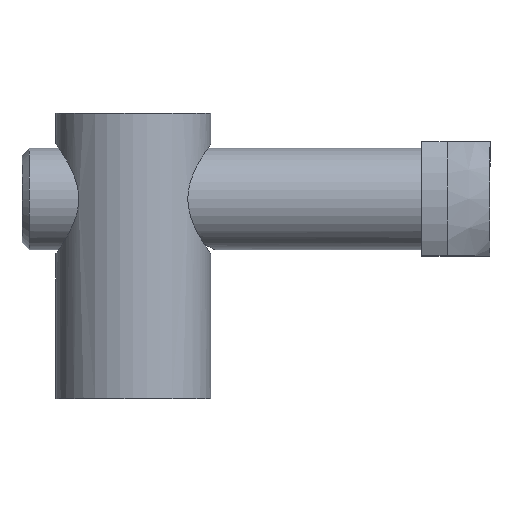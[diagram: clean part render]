
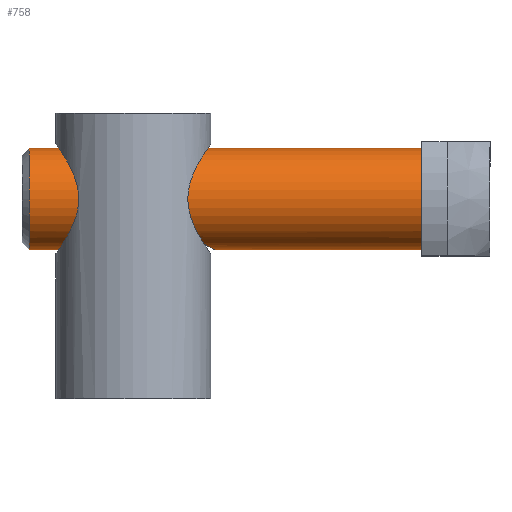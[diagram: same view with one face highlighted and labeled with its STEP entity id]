
A CAD part, top view. The second image highlights one B-rep face of the part: STEP entity #758.
In plain terms, the highlighted cylindrical face has radius 3.55 mm (diameter 7.1 mm), a partial arc.
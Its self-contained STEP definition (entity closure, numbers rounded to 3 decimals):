
#7 = CARTESIAN_POINT ( 'NONE',  ( -20.006, -3.397, 1.047 ) ) ;
#50 = VECTOR ( 'NONE', #1158, 1000. ) ;
#57 = DIRECTION ( 'NONE',  ( -1., 0., 0. ) ) ;
#66 = AXIS2_PLACEMENT_3D ( 'NONE', #438, #1013, #534 ) ;
#82 = ORIENTED_EDGE ( 'NONE', *, *, #1526, .T. ) ;
#117 = CARTESIAN_POINT ( 'NONE',  ( -12.3, -3.55, 0. ) ) ;
#134 = CARTESIAN_POINT ( 'NONE',  ( -17.382, -2.386, 2.63 ) ) ;
#141 = ORIENTED_EDGE ( 'NONE', *, *, #896, .F. ) ;
#149 = CARTESIAN_POINT ( 'NONE',  ( -20.3, -3.55, 0.105 ) ) ;
#165 = VERTEX_POINT ( 'NONE', #341 ) ;
#236 = EDGE_LOOP ( 'NONE', ( #1190, #597, #82, #141, #996, #1125, #1354 ) ) ;
#245 = CARTESIAN_POINT ( 'NONE',  ( -12.3, -3.55, 0. ) ) ;
#257 = CARTESIAN_POINT ( 'NONE',  ( -16.091, -2.275, 2.725 ) ) ;
#260 = DIRECTION ( 'NONE',  ( -1., 0., 0. ) ) ;
#283 = CARTESIAN_POINT ( 'NONE',  ( -20.254, -3.526, 0.43 ) ) ;
#337 = DIRECTION ( 'NONE',  ( -1., 0., 0. ) ) ;
#341 = CARTESIAN_POINT ( 'NONE',  ( -25.3, -3.55, 0. ) ) ;
#360 = EDGE_CURVE ( 'NONE', #652, #622, #1504, .T. ) ;
#392 = CARTESIAN_POINT ( 'NONE',  ( -15.437, -2.344, 2.666 ) ) ;
#413 = CARTESIAN_POINT ( 'NONE',  ( -20.225, -3.511, 0.538 ) ) ;
#418 = EDGE_CURVE ( 'NONE', #778, #909, #454, .T. ) ;
#438 = CARTESIAN_POINT ( 'NONE',  ( -25.3, 0., 0. ) ) ;
#447 = EDGE_CURVE ( 'NONE', #622, #1157, #1704, .T. ) ;
#454 = CIRCLE ( 'NONE', #1774, 3.55 ) ;
#523 = CARTESIAN_POINT ( 'NONE',  ( -12.346, -3.526, 0.43 ) ) ;
#529 = CARTESIAN_POINT ( 'NONE',  ( -13.408, -3.003, 1.901 ) ) ;
#534 = DIRECTION ( 'NONE',  ( 0., -1., 0. ) ) ;
#541 = CARTESIAN_POINT ( 'NONE',  ( -18.604, -2.758, 2.239 ) ) ;
#546 = CARTESIAN_POINT ( 'NONE',  ( -17.81, -2.49, 2.532 ) ) ;
#551 = CARTESIAN_POINT ( 'NONE',  ( -19.752, -3.268, 1.4 ) ) ;
#561 = CARTESIAN_POINT ( 'NONE',  ( -16.509, -2.275, 2.725 ) ) ;
#597 = ORIENTED_EDGE ( 'NONE', *, *, #1485, .T. ) ;
#616 = CARTESIAN_POINT ( 'NONE',  ( -20.3, -3.55, 0. ) ) ;
#622 = VERTEX_POINT ( 'NONE', #1211 ) ;
#652 = VERTEX_POINT ( 'NONE', #616 ) ;
#658 = CARTESIAN_POINT ( 'NONE',  ( -14.582, -2.552, 2.47 ) ) ;
#664 = CARTESIAN_POINT ( 'NONE',  ( -12.594, -3.397, 1.047 ) ) ;
#670 = CARTESIAN_POINT ( 'NONE',  ( -15.218, -2.386, 2.63 ) ) ;
#678 = CARTESIAN_POINT ( 'NONE',  ( -12.309, -3.545, 0.214 ) ) ;
#682 = CARTESIAN_POINT ( 'NONE',  ( -14.184, -2.686, 2.323 ) ) ;
#693 = FACE_OUTER_BOUND ( 'NONE', #236, .T. ) ;
#701 = CARTESIAN_POINT ( 'NONE',  ( -18.018, -2.552, 2.47 ) ) ;
#705 = CARTESIAN_POINT ( 'NONE',  ( -18.981, -2.91, 2.037 ) ) ;
#751 = AXIS2_PLACEMENT_3D ( 'NONE', #1620, #57, #769 ) ;
#753 = LINE ( 'NONE', #1088, #1639 ) ;
#758 = ADVANCED_FACE ( 'NONE', ( #693 ), #1425, .T. ) ;
#769 = DIRECTION ( 'NONE',  ( 0., -1., 0. ) ) ;
#778 = VERTEX_POINT ( 'NONE', #1057 ) ;
#779 = LINE ( 'NONE', #852, #50 ) ;
#800 = CARTESIAN_POINT ( 'NONE',  ( -12.848, -3.268, 1.4 ) ) ;
#822 = DIRECTION ( 'NONE',  ( 0., -1., 0. ) ) ;
#852 = CARTESIAN_POINT ( 'NONE',  ( -11.8, 3.55, 0. ) ) ;
#896 = EDGE_CURVE ( 'NONE', #652, #165, #1809, .T. ) ;
#909 = VERTEX_POINT ( 'NONE', #1298 ) ;
#942 = CARTESIAN_POINT ( 'NONE',  ( -13.996, -2.758, 2.239 ) ) ;
#952 = DIRECTION ( 'NONE',  ( -1., 0., 0. ) ) ;
#996 = ORIENTED_EDGE ( 'NONE', *, *, #360, .T. ) ;
#1013 = DIRECTION ( 'NONE',  ( 1., 0., 0. ) ) ;
#1057 = CARTESIAN_POINT ( 'NONE',  ( 2.2, -3.55, 0. ) ) ;
#1088 = CARTESIAN_POINT ( 'NONE',  ( -11.8, -3.55, 0. ) ) ;
#1106 = CARTESIAN_POINT ( 'NONE',  ( -13.022, -3.183, 1.583 ) ) ;
#1121 = CARTESIAN_POINT ( 'NONE',  ( -18.416, -2.686, 2.323 ) ) ;
#1123 = CIRCLE ( 'NONE', #66, 3.55 ) ;
#1125 = ORIENTED_EDGE ( 'NONE', *, *, #447, .T. ) ;
#1131 = CARTESIAN_POINT ( 'NONE',  ( -20.3, -3.55, 0. ) ) ;
#1150 = CARTESIAN_POINT ( 'NONE',  ( -11.8, -3.55, 0. ) ) ;
#1157 = VERTEX_POINT ( 'NONE', #117 ) ;
#1158 = DIRECTION ( 'NONE',  ( -1., 0., 0. ) ) ;
#1190 = ORIENTED_EDGE ( 'NONE', *, *, #418, .T. ) ;
#1211 = CARTESIAN_POINT ( 'NONE',  ( -16.3, -2.275, 2.725 ) ) ;
#1235 = CARTESIAN_POINT ( 'NONE',  ( 2.2, 0., 0. ) ) ;
#1252 = CARTESIAN_POINT ( 'NONE',  ( -19.192, -3.003, 1.901 ) ) ;
#1266 = CARTESIAN_POINT ( 'NONE',  ( -16.727, -2.289, 2.714 ) ) ;
#1279 = CARTESIAN_POINT ( 'NONE',  ( -25.3, 3.55, 0. ) ) ;
#1298 = CARTESIAN_POINT ( 'NONE',  ( 2.2, 3.55, 0. ) ) ;
#1354 = ORIENTED_EDGE ( 'NONE', *, *, #1730, .F. ) ;
#1381 = CARTESIAN_POINT ( 'NONE',  ( -13.619, -2.91, 2.037 ) ) ;
#1386 = CARTESIAN_POINT ( 'NONE',  ( -16.3, -2.275, 2.725 ) ) ;
#1401 = CARTESIAN_POINT ( 'NONE',  ( -20.115, -3.453, 0.852 ) ) ;
#1413 = CARTESIAN_POINT ( 'NONE',  ( -20.291, -3.545, 0.214 ) ) ;
#1425 = CYLINDRICAL_SURFACE ( 'NONE', #751, 3.55 ) ;
#1485 = EDGE_CURVE ( 'NONE', #909, #1802, #779, .T. ) ;
#1498 = CARTESIAN_POINT ( 'NONE',  ( -12.375, -3.511, 0.538 ) ) ;
#1504 = B_SPLINE_CURVE_WITH_KNOTS ( 'NONE', 3,
 ( #1131, #149, #1413, #283, #413, #1401, #7, #551, #1541, #1252, #705, #541, #1121, #701, #546, #134, #1824, #1266, #561, #1538 ),
 .UNSPECIFIED., .F., .F.,
 ( 4, 2, 2, 2, 2, 2, 2, 2, 2, 4 ),
 ( -5.238, -4.923, -4.608, -3.978, -3.245, -2.513, -1.884, -1.256, -0.628, 0. ),
 .UNSPECIFIED. ) ;
#1517 = CARTESIAN_POINT ( 'NONE',  ( -12.485, -3.453, 0.852 ) ) ;
#1523 = CARTESIAN_POINT ( 'NONE',  ( -15.873, -2.289, 2.714 ) ) ;
#1526 = EDGE_CURVE ( 'NONE', #1802, #165, #1123, .T. ) ;
#1538 = CARTESIAN_POINT ( 'NONE',  ( -16.3, -2.275, 2.725 ) ) ;
#1541 = CARTESIAN_POINT ( 'NONE',  ( -19.578, -3.183, 1.583 ) ) ;
#1576 = VECTOR ( 'NONE', #337, 1000. ) ;
#1620 = CARTESIAN_POINT ( 'NONE',  ( -11.8, 0., 0. ) ) ;
#1639 = VECTOR ( 'NONE', #260, 1000. ) ;
#1647 = CARTESIAN_POINT ( 'NONE',  ( -14.79, -2.49, 2.532 ) ) ;
#1675 = CARTESIAN_POINT ( 'NONE',  ( -12.3, -3.55, 0.105 ) ) ;
#1704 = B_SPLINE_CURVE_WITH_KNOTS ( 'NONE', 3,
 ( #1386, #257, #1523, #392, #670, #1647, #658, #682, #942, #1381, #529, #1106, #800, #664, #1517, #1498, #523, #678, #1675, #245 ),
 .UNSPECIFIED., .F., .F.,
 ( 4, 2, 2, 2, 2, 2, 2, 2, 2, 4 ),
 ( 0., 0.628, 1.256, 1.884, 2.513, 3.245, 3.978, 4.608, 4.923, 5.238 ),
 .UNSPECIFIED. ) ;
#1730 = EDGE_CURVE ( 'NONE', #778, #1157, #753, .T. ) ;
#1774 = AXIS2_PLACEMENT_3D ( 'NONE', #1235, #952, #822 ) ;
#1802 = VERTEX_POINT ( 'NONE', #1279 ) ;
#1809 = LINE ( 'NONE', #1150, #1576 ) ;
#1824 = CARTESIAN_POINT ( 'NONE',  ( -17.163, -2.344, 2.666 ) ) ;
